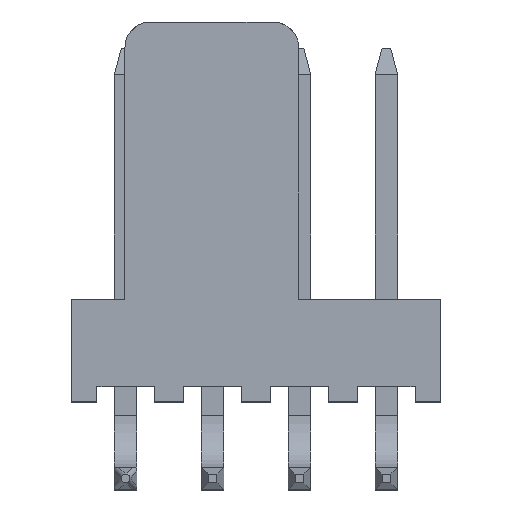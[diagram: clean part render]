
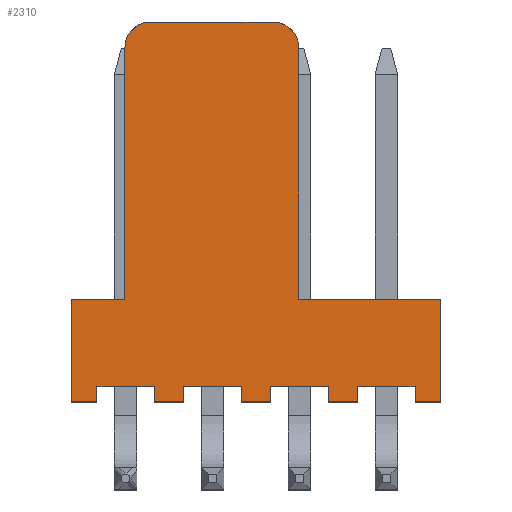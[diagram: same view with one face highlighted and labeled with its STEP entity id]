
A CAD part, top view. The second image highlights one B-rep face of the part: STEP entity #2310.
In plain terms, the highlighted planar face has unit normal (0, 0, 1).
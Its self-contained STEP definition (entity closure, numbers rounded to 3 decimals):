
#65=CIRCLE('',#2483,0.75);
#66=CIRCLE('',#2488,0.75);
#207=FACE_OUTER_BOUND('',#341,.T.);
#341=EDGE_LOOP('',(#2048,#2049,#2050,#2051,#2052,#2053,#2054,#2055,#2056,
#2057,#2058,#2059,#2060,#2061,#2062,#2063,#2064,#2065,#2066,#2067,#2068,
#2069,#2070,#2071,#2072,#2073));
#539=LINE('',#3563,#823);
#543=LINE('',#3572,#827);
#546=LINE('',#3579,#830);
#552=LINE('',#3592,#836);
#572=LINE('',#3628,#856);
#573=LINE('',#3630,#857);
#574=LINE('',#3632,#858);
#575=LINE('',#3636,#859);
#579=LINE('',#3642,#863);
#580=LINE('',#3644,#864);
#582=LINE('',#3649,#866);
#584=LINE('',#3653,#868);
#586=LINE('',#3656,#870);
#588=LINE('',#3660,#872);
#589=LINE('',#3663,#873);
#591=LINE('',#3668,#875);
#594=LINE('',#3672,#878);
#595=LINE('',#3674,#879);
#596=LINE('',#3676,#880);
#600=LINE('',#3685,#884);
#601=LINE('',#3686,#885);
#618=LINE('',#3729,#902);
#621=LINE('',#3734,#905);
#625=LINE('',#3750,#909);
#823=VECTOR('',#2932,10.);
#827=VECTOR('',#2938,10.);
#830=VECTOR('',#2943,10.);
#836=VECTOR('',#2951,10.);
#856=VECTOR('',#2975,10.);
#857=VECTOR('',#2978,10.);
#858=VECTOR('',#2981,10.);
#859=VECTOR('',#2984,0.635);
#863=VECTOR('',#2990,10.);
#864=VECTOR('',#2993,0.635);
#866=VECTOR('',#2997,10.);
#868=VECTOR('',#3001,0.635);
#870=VECTOR('',#3005,0.635);
#872=VECTOR('',#3009,10.);
#873=VECTOR('',#3012,0.635);
#875=VECTOR('',#3016,0.635);
#878=VECTOR('',#3021,10.);
#879=VECTOR('',#3024,10.);
#880=VECTOR('',#3027,10.);
#884=VECTOR('',#3033,4.115);
#885=VECTOR('',#3034,4.115);
#902=VECTOR('',#3073,5.004);
#905=VECTOR('',#3078,10.);
#909=VECTOR('',#3098,7.62);
#1051=VERTEX_POINT('',#3560);
#1052=VERTEX_POINT('',#3562);
#1055=VERTEX_POINT('',#3569);
#1056=VERTEX_POINT('',#3571);
#1058=VERTEX_POINT('',#3577);
#1059=VERTEX_POINT('',#3578);
#1064=VERTEX_POINT('',#3589);
#1065=VERTEX_POINT('',#3591);
#1078=VERTEX_POINT('',#3624);
#1079=VERTEX_POINT('',#3626);
#1080=VERTEX_POINT('',#3634);
#1081=VERTEX_POINT('',#3635);
#1082=VERTEX_POINT('',#3640);
#1083=VERTEX_POINT('',#3646);
#1084=VERTEX_POINT('',#3648);
#1085=VERTEX_POINT('',#3652);
#1086=VERTEX_POINT('',#3658);
#1087=VERTEX_POINT('',#3662);
#1088=VERTEX_POINT('',#3666);
#1089=VERTEX_POINT('',#3667);
#1090=VERTEX_POINT('',#3678);
#1093=VERTEX_POINT('',#3683);
#1108=VERTEX_POINT('',#3728);
#1109=VERTEX_POINT('',#3732);
#1110=VERTEX_POINT('',#3736);
#1113=VERTEX_POINT('',#3746);
#1339=EDGE_CURVE('',#1051,#1052,#539,.T.);
#1343=EDGE_CURVE('',#1055,#1056,#543,.T.);
#1346=EDGE_CURVE('',#1058,#1059,#546,.T.);
#1352=EDGE_CURVE('',#1065,#1064,#552,.T.);
#1372=EDGE_CURVE('',#1079,#1078,#572,.T.);
#1373=EDGE_CURVE('',#1078,#1051,#573,.T.);
#1374=EDGE_CURVE('',#1056,#1079,#574,.T.);
#1375=EDGE_CURVE('',#1080,#1081,#575,.T.);
#1379=EDGE_CURVE('',#1080,#1082,#579,.F.);
#1380=EDGE_CURVE('',#1082,#1052,#580,.T.);
#1382=EDGE_CURVE('',#1084,#1083,#582,.F.);
#1384=EDGE_CURVE('',#1083,#1085,#584,.T.);
#1386=EDGE_CURVE('',#1084,#1055,#586,.T.);
#1388=EDGE_CURVE('',#1086,#1059,#588,.F.);
#1389=EDGE_CURVE('',#1086,#1087,#589,.T.);
#1391=EDGE_CURVE('',#1088,#1089,#591,.T.);
#1394=EDGE_CURVE('',#1064,#1088,#594,.F.);
#1395=EDGE_CURVE('',#1081,#1089,#595,.T.);
#1396=EDGE_CURVE('',#1087,#1085,#596,.T.);
#1400=EDGE_CURVE('',#1093,#1058,#600,.T.);
#1401=EDGE_CURVE('',#1065,#1090,#601,.T.);
#1422=EDGE_CURVE('',#1090,#1108,#618,.T.);
#1425=EDGE_CURVE('',#1093,#1109,#621,.T.);
#1426=EDGE_CURVE('',#1108,#1110,#65,.T.);
#1432=EDGE_CURVE('',#1113,#1109,#66,.T.);
#1433=EDGE_CURVE('',#1110,#1113,#625,.T.);
#2048=ORIENTED_EDGE('',*,*,#1425,.T.);
#2049=ORIENTED_EDGE('',*,*,#1432,.F.);
#2050=ORIENTED_EDGE('',*,*,#1433,.F.);
#2051=ORIENTED_EDGE('',*,*,#1426,.F.);
#2052=ORIENTED_EDGE('',*,*,#1422,.F.);
#2053=ORIENTED_EDGE('',*,*,#1401,.F.);
#2054=ORIENTED_EDGE('',*,*,#1352,.T.);
#2055=ORIENTED_EDGE('',*,*,#1394,.T.);
#2056=ORIENTED_EDGE('',*,*,#1391,.T.);
#2057=ORIENTED_EDGE('',*,*,#1395,.F.);
#2058=ORIENTED_EDGE('',*,*,#1375,.F.);
#2059=ORIENTED_EDGE('',*,*,#1379,.T.);
#2060=ORIENTED_EDGE('',*,*,#1380,.T.);
#2061=ORIENTED_EDGE('',*,*,#1339,.F.);
#2062=ORIENTED_EDGE('',*,*,#1373,.F.);
#2063=ORIENTED_EDGE('',*,*,#1372,.F.);
#2064=ORIENTED_EDGE('',*,*,#1374,.F.);
#2065=ORIENTED_EDGE('',*,*,#1343,.F.);
#2066=ORIENTED_EDGE('',*,*,#1386,.F.);
#2067=ORIENTED_EDGE('',*,*,#1382,.T.);
#2068=ORIENTED_EDGE('',*,*,#1384,.T.);
#2069=ORIENTED_EDGE('',*,*,#1396,.F.);
#2070=ORIENTED_EDGE('',*,*,#1389,.F.);
#2071=ORIENTED_EDGE('',*,*,#1388,.T.);
#2072=ORIENTED_EDGE('',*,*,#1346,.F.);
#2073=ORIENTED_EDGE('',*,*,#1400,.F.);
#2184=PLANE('',#2490);
#2310=ADVANCED_FACE('',(#207),#2184,.T.);
#2483=AXIS2_PLACEMENT_3D('',#3737,#3081,#3082);
#2488=AXIS2_PLACEMENT_3D('',#3748,#3094,#3095);
#2490=AXIS2_PLACEMENT_3D('',#3751,#3099,#3100);
#2932=DIRECTION('',(-1.,0.,0.));
#2938=DIRECTION('',(-1.,0.,0.));
#2943=DIRECTION('',(0.,-1.,0.));
#2951=DIRECTION('',(0.,-1.,0.));
#2975=DIRECTION('',(-1.,0.,0.));
#2978=DIRECTION('',(0.,1.,0.));
#2981=DIRECTION('',(0.,-1.,0.));
#2984=DIRECTION('',(0.,1.,0.));
#2990=DIRECTION('',(-1.,0.,0.));
#2993=DIRECTION('',(0.,1.,0.));
#2997=DIRECTION('',(-1.,0.,0.));
#3001=DIRECTION('',(0.,1.,0.));
#3005=DIRECTION('',(0.,1.,0.));
#3009=DIRECTION('',(-1.,0.,0.));
#3012=DIRECTION('',(0.,1.,0.));
#3016=DIRECTION('',(0.,1.,0.));
#3021=DIRECTION('',(-1.,0.,0.));
#3024=DIRECTION('',(-1.,0.,0.));
#3027=DIRECTION('',(-1.,0.,0.));
#3033=DIRECTION('',(1.,0.,0.));
#3034=DIRECTION('',(1.,0.,0.));
#3073=DIRECTION('',(0.,1.,0.));
#3078=DIRECTION('',(0.,1.,0.));
#3081=DIRECTION('center_axis',(0.,0.,-1.));
#3082=DIRECTION('ref_axis',(-0.707,0.707,0.));
#3094=DIRECTION('center_axis',(0.,0.,-1.));
#3095=DIRECTION('ref_axis',(0.707,0.707,0.));
#3098=DIRECTION('',(1.,0.,0.));
#3099=DIRECTION('center_axis',(0.,0.,1.));
#3100=DIRECTION('ref_axis',(0.,-1.,0.));
#3560=CARTESIAN_POINT('',(-0.432,-0.953,3.175));
#3562=CARTESIAN_POINT('',(-2.108,-0.953,3.175));
#3563=CARTESIAN_POINT('',(-2.502,-0.953,3.175));
#3569=CARTESIAN_POINT('',(2.108,-0.953,3.175));
#3571=CARTESIAN_POINT('',(0.432,-0.953,3.175));
#3572=CARTESIAN_POINT('',(-2.502,-0.953,3.175));
#3577=CARTESIAN_POINT('',(5.404,1.588,3.175));
#3578=CARTESIAN_POINT('',(5.404,-1.413,3.175));
#3579=CARTESIAN_POINT('',(5.404,0.794,3.175));
#3589=CARTESIAN_POINT('',(-5.404,-1.413,3.175));
#3591=CARTESIAN_POINT('',(-5.404,1.588,3.175));
#3592=CARTESIAN_POINT('',(-5.404,0.794,3.175));
#3624=CARTESIAN_POINT('',(-0.432,-1.413,3.175));
#3626=CARTESIAN_POINT('',(0.432,-1.413,3.175));
#3628=CARTESIAN_POINT('',(-0.216,-1.413,3.175));
#3630=CARTESIAN_POINT('',(-0.432,-1.068,3.175));
#3632=CARTESIAN_POINT('',(0.432,-1.298,3.175));
#3634=CARTESIAN_POINT('',(-2.972,-1.413,3.175));
#3635=CARTESIAN_POINT('',(-2.972,-0.953,3.175));
#3636=CARTESIAN_POINT('',(-2.972,-1.588,3.175));
#3640=CARTESIAN_POINT('',(-2.108,-1.413,3.175));
#3642=CARTESIAN_POINT('',(-5.004,-1.413,3.175));
#3644=CARTESIAN_POINT('',(-2.108,-1.588,3.175));
#3646=CARTESIAN_POINT('',(2.972,-1.413,3.175));
#3648=CARTESIAN_POINT('',(2.108,-1.413,3.175));
#3649=CARTESIAN_POINT('',(-5.004,-1.413,3.175));
#3652=CARTESIAN_POINT('',(2.972,-0.953,3.175));
#3653=CARTESIAN_POINT('',(2.972,-1.588,3.175));
#3656=CARTESIAN_POINT('',(2.108,-1.588,3.175));
#3658=CARTESIAN_POINT('',(4.648,-1.413,3.175));
#3660=CARTESIAN_POINT('',(-5.004,-1.413,3.175));
#3662=CARTESIAN_POINT('',(4.648,-0.953,3.175));
#3663=CARTESIAN_POINT('',(4.648,-1.588,3.175));
#3666=CARTESIAN_POINT('',(-4.648,-1.413,3.175));
#3667=CARTESIAN_POINT('',(-4.648,-0.953,3.175));
#3668=CARTESIAN_POINT('',(-4.648,-1.588,3.175));
#3672=CARTESIAN_POINT('',(-5.004,-1.413,3.175));
#3674=CARTESIAN_POINT('',(-2.502,-0.953,3.175));
#3676=CARTESIAN_POINT('',(-2.502,-0.953,3.175));
#3678=CARTESIAN_POINT('',(-3.83,1.588,3.175));
#3683=CARTESIAN_POINT('',(1.25,1.588,3.175));
#3685=CARTESIAN_POINT('',(0.889,1.588,3.175));
#3686=CARTESIAN_POINT('',(-5.004,1.588,3.175));
#3728=CARTESIAN_POINT('',(-3.83,8.941,3.175));
#3729=CARTESIAN_POINT('',(-3.83,2.188,3.175));
#3732=CARTESIAN_POINT('',(1.25,8.941,3.175));
#3734=CARTESIAN_POINT('',(1.25,-0.794,3.175));
#3736=CARTESIAN_POINT('',(-3.08,9.691,3.175));
#3737=CARTESIAN_POINT('Origin',(-3.08,8.941,3.175));
#3746=CARTESIAN_POINT('',(0.5,9.691,3.175));
#3748=CARTESIAN_POINT('Origin',(0.5,8.941,3.175));
#3750=CARTESIAN_POINT('',(3.79,9.691,3.175));
#3751=CARTESIAN_POINT('Origin',(-5.004,2.188,3.175));
